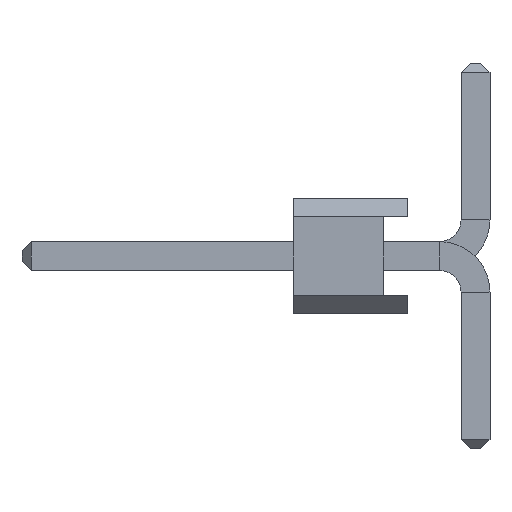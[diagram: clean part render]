
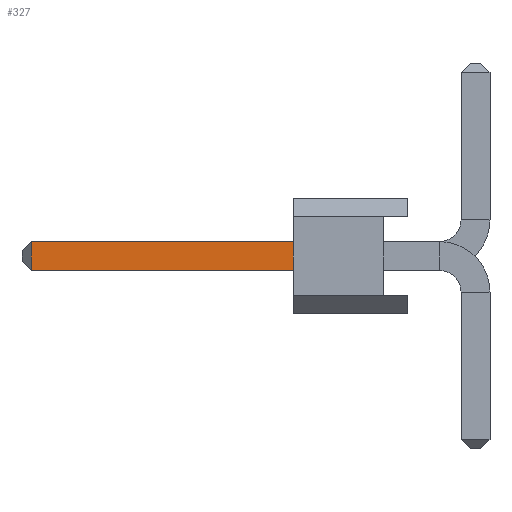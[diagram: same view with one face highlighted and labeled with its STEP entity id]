
A CAD part, left-side view. The second image highlights one B-rep face of the part: STEP entity #327.
In plain terms, the highlighted planar face has unit normal (-1, 0, 0).
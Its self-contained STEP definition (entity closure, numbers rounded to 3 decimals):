
#58 = VERTEX_POINT ( 'NONE', #499 ) ;
#64 = EDGE_CURVE ( 'NONE', #58, #1151, #1627, .T. ) ;
#70 = LINE ( 'NONE', #1235, #934 ) ;
#101 = ORIENTED_EDGE ( 'NONE', *, *, #1032, .T. ) ;
#102 = DIRECTION ( 'NONE',  ( 0., 0., -1. ) ) ;
#148 = DIRECTION ( 'NONE',  ( 0., 1., 0. ) ) ;
#170 = VERTEX_POINT ( 'NONE', #1638 ) ;
#327 = ADVANCED_FACE ( 'NONE', ( #1449 ), #629, .T. ) ;
#345 = ORIENTED_EDGE ( 'NONE', *, *, #708, .F. ) ;
#499 = CARTESIAN_POINT ( 'NONE',  ( -0.32, 2.54, 0.32 ) ) ;
#622 = DIRECTION ( 'NONE',  ( 0., 0., 1. ) ) ;
#629 = PLANE ( 'NONE',  #1730 ) ;
#652 = CARTESIAN_POINT ( 'NONE',  ( -0.32, 8.34, -0.32 ) ) ;
#681 = CARTESIAN_POINT ( 'NONE',  ( -0.32, 2.54, -0.32 ) ) ;
#708 = EDGE_CURVE ( 'NONE', #1151, #170, #1107, .T. ) ;
#762 = DIRECTION ( 'NONE',  ( -1., 0., 0. ) ) ;
#783 = DIRECTION ( 'NONE',  ( 0., 0., -1. ) ) ;
#867 = CARTESIAN_POINT ( 'NONE',  ( -0.32, -0.7, -0.32 ) ) ;
#901 = EDGE_CURVE ( 'NONE', #1195, #170, #995, .T. ) ;
#934 = VECTOR ( 'NONE', #148, 1000. ) ;
#995 = LINE ( 'NONE', #652, #1318 ) ;
#1032 = EDGE_CURVE ( 'NONE', #58, #1195, #70, .T. ) ;
#1107 = LINE ( 'NONE', #867, #1756 ) ;
#1115 = EDGE_LOOP ( 'NONE', ( #101, #1431, #345, #1485 ) ) ;
#1151 = VERTEX_POINT ( 'NONE', #681 ) ;
#1195 = VERTEX_POINT ( 'NONE', #1517 ) ;
#1235 = CARTESIAN_POINT ( 'NONE',  ( -0.32, -0.7, 0.32 ) ) ;
#1318 = VECTOR ( 'NONE', #102, 1000. ) ;
#1404 = VECTOR ( 'NONE', #783, 1000. ) ;
#1431 = ORIENTED_EDGE ( 'NONE', *, *, #901, .T. ) ;
#1449 = FACE_OUTER_BOUND ( 'NONE', #1115, .T. ) ;
#1473 = CARTESIAN_POINT ( 'NONE',  ( -0.32, 2.54, 0. ) ) ;
#1485 = ORIENTED_EDGE ( 'NONE', *, *, #64, .F. ) ;
#1517 = CARTESIAN_POINT ( 'NONE',  ( -0.32, 8.34, 0.32 ) ) ;
#1562 = DIRECTION ( 'NONE',  ( 0., 1., 0. ) ) ;
#1595 = CARTESIAN_POINT ( 'NONE',  ( -0.32, -0.7, -0.32 ) ) ;
#1627 = LINE ( 'NONE', #1473, #1404 ) ;
#1638 = CARTESIAN_POINT ( 'NONE',  ( -0.32, 8.34, -0.32 ) ) ;
#1730 = AXIS2_PLACEMENT_3D ( 'NONE', #1595, #762, #622 ) ;
#1756 = VECTOR ( 'NONE', #1562, 1000. ) ;
